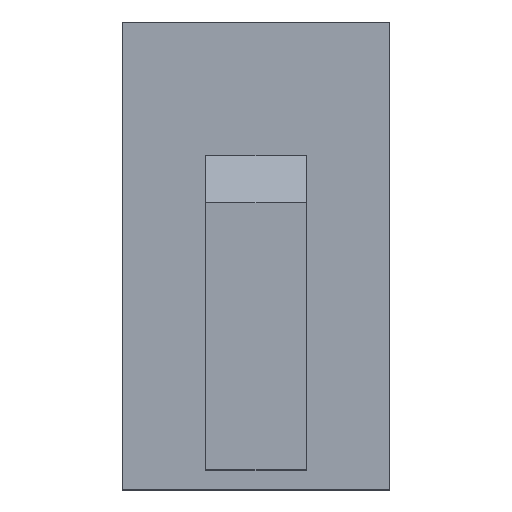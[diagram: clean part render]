
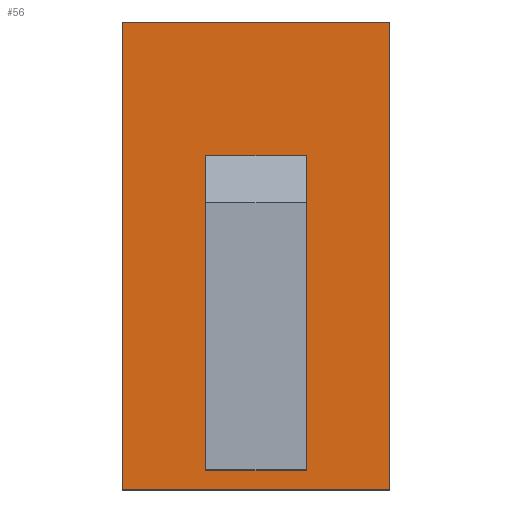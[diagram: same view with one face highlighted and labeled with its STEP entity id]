
A CAD part, top view. The second image highlights one B-rep face of the part: STEP entity #56.
In plain terms, the highlighted planar face has unit normal (0, 0, 1).
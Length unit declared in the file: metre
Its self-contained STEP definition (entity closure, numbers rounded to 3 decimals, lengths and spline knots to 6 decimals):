
#56 = ADVANCED_FACE( '', ( #110, #111 ), #112, .T. );
#110 = FACE_OUTER_BOUND( '', #160, .T. );
#111 = FACE_BOUND( '', #161, .T. );
#112 = PLANE( '', #162 );
#160 = EDGE_LOOP( '', ( #255, #256, #257, #258 ) );
#161 = EDGE_LOOP( '', ( #259, #260, #261, #262 ) );
#162 = AXIS2_PLACEMENT_3D( '', #263, #264, #265 );
#255 = ORIENTED_EDGE( '', *, *, #337, .F. );
#256 = ORIENTED_EDGE( '', *, *, #330, .T. );
#257 = ORIENTED_EDGE( '', *, *, #338, .T. );
#258 = ORIENTED_EDGE( '', *, *, #317, .F. );
#259 = ORIENTED_EDGE( '', *, *, #333, .F. );
#260 = ORIENTED_EDGE( '', *, *, #339, .T. );
#261 = ORIENTED_EDGE( '', *, *, #299, .T. );
#262 = ORIENTED_EDGE( '', *, *, #340, .T. );
#263 = CARTESIAN_POINT( '', ( 0., 0., 0.005 ) );
#264 = DIRECTION( '', ( 0., 0., 1. ) );
#265 = DIRECTION( '', ( 1., 0., 0. ) );
#299 = EDGE_CURVE( '', #346, #347, #348, .T. );
#317 = EDGE_CURVE( '', #376, #378, #379, .T. );
#330 = EDGE_CURVE( '', #396, #394, #397, .T. );
#333 = EDGE_CURVE( '', #400, #401, #402, .T. );
#337 = EDGE_CURVE( '', #396, #376, #406, .T. );
#338 = EDGE_CURVE( '', #394, #378, #407, .T. );
#339 = EDGE_CURVE( '', #400, #346, #408, .T. );
#340 = EDGE_CURVE( '', #347, #401, #409, .T. );
#346 = VERTEX_POINT( '', #415 );
#347 = VERTEX_POINT( '', #416 );
#348 = LINE( '', #417, #418 );
#376 = VERTEX_POINT( '', #459 );
#378 = VERTEX_POINT( '', #462 );
#379 = LINE( '', #463, #464 );
#394 = VERTEX_POINT( '', #486 );
#396 = VERTEX_POINT( '', #489 );
#397 = LINE( '', #490, #491 );
#400 = VERTEX_POINT( '', #495 );
#401 = VERTEX_POINT( '', #496 );
#402 = LINE( '', #497, #498 );
#406 = LINE( '', #504, #505 );
#407 = LINE( '', #506, #507 );
#408 = LINE( '', #508, #509 );
#409 = LINE( '', #510, #511 );
#415 = CARTESIAN_POINT( '', ( 0.015, 0.03, 0.005 ) );
#416 = CARTESIAN_POINT( '', ( 0.015, -0.015, 0.005 ) );
#417 = CARTESIAN_POINT( '', ( 0.015, 0., 0.005 ) );
#418 = VECTOR( '', #516, 1. );
#459 = CARTESIAN_POINT( '', ( 0.04, 0.07, 0.005 ) );
#462 = CARTESIAN_POINT( '', ( 0.04, -0.07, 0.005 ) );
#463 = CARTESIAN_POINT( '', ( 0.04, 0., 0.005 ) );
#464 = VECTOR( '', #531, 1. );
#486 = CARTESIAN_POINT( '', ( -0.04, -0.07, 0.005 ) );
#489 = CARTESIAN_POINT( '', ( -0.04, 0.07, 0.005 ) );
#490 = CARTESIAN_POINT( '', ( -0.04, 0., 0.005 ) );
#491 = VECTOR( '', #540, 1. );
#495 = CARTESIAN_POINT( '', ( -0.015, 0.03, 0.005 ) );
#496 = CARTESIAN_POINT( '', ( -0.015, -0.015, 0.005 ) );
#497 = CARTESIAN_POINT( '', ( -0.015, 0., 0.005 ) );
#498 = VECTOR( '', #542, 1. );
#504 = CARTESIAN_POINT( '', ( 0., 0.07, 0.005 ) );
#505 = VECTOR( '', #545, 1. );
#506 = CARTESIAN_POINT( '', ( 0., -0.07, 0.005 ) );
#507 = VECTOR( '', #546, 1. );
#508 = CARTESIAN_POINT( '', ( 0., 0.03, 0.005 ) );
#509 = VECTOR( '', #547, 1. );
#510 = CARTESIAN_POINT( '', ( 0., -0.015, 0.005 ) );
#511 = VECTOR( '', #548, 1. );
#516 = DIRECTION( '', ( 0., -1., 0. ) );
#531 = DIRECTION( '', ( 0., -1., 0. ) );
#540 = DIRECTION( '', ( 0., -1., 0. ) );
#542 = DIRECTION( '', ( 0., -1., 0. ) );
#545 = DIRECTION( '', ( 1., 0., 0. ) );
#546 = DIRECTION( '', ( 1., 0., 0. ) );
#547 = DIRECTION( '', ( 1., 0., 0. ) );
#548 = DIRECTION( '', ( -1., 0., 0. ) );
